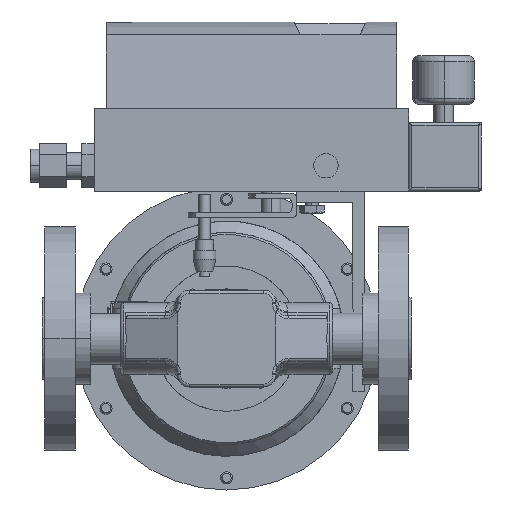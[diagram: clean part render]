
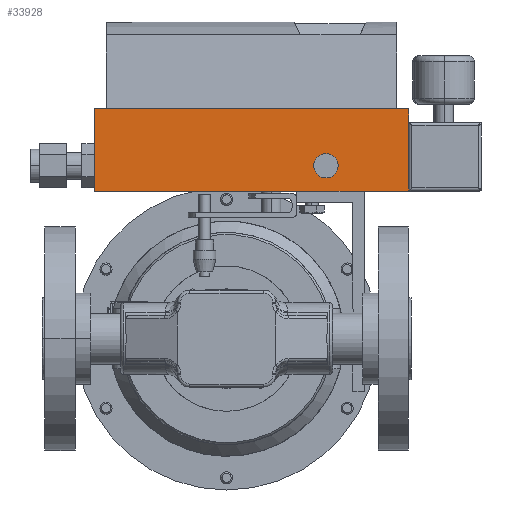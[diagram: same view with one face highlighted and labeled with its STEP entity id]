
A CAD part, front view. The second image highlights one B-rep face of the part: STEP entity #33928.
In plain terms, the highlighted planar face has unit normal (0, -1, 0).
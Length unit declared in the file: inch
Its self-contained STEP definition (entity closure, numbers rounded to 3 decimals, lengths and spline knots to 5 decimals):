
#158 = AXIS2_PLACEMENT_3D ( 'NONE', #23998, #6467, #26962 ) ;
#413 = EDGE_CURVE ( 'NONE', #28962, #17906, #13099, .T. ) ;
#821 = VECTOR ( 'NONE', #33603, 39.37008 ) ;
#2559 = VERTEX_POINT ( 'NONE', #9583 ) ;
#2582 = DIRECTION ( 'NONE',  ( 1., 0., 0. ) ) ;
#2588 = DIRECTION ( 'NONE',  ( 0., 0., -1. ) ) ;
#2723 = CARTESIAN_POINT ( 'NONE',  ( 4.38822, 8.46954, 9.76222 ) ) ;
#3002 = CARTESIAN_POINT ( 'NONE',  ( -0.40004, 8.46954, 10.68954 ) ) ;
#3857 = CIRCLE ( 'NONE', #10287, 0.25157 ) ;
#4194 = DIRECTION ( 'NONE',  ( 1., 0., 0. ) ) ;
#4219 = CARTESIAN_POINT ( 'NONE',  ( 5.17996, 8.46954, 8.98957 ) ) ;
#4281 = VECTOR ( 'NONE', #4194, 39.37008 ) ;
#4890 = DIRECTION ( 'NONE',  ( 0., 0., -1. ) ) ;
#5687 = CARTESIAN_POINT ( 'NONE',  ( 6.09996, 8.46954, 8.98957 ) ) ;
#5750 = LINE ( 'NONE', #22946, #13515 ) ;
#6182 = VECTOR ( 'NONE', #23993, 39.37008 ) ;
#6462 = CARTESIAN_POINT ( 'NONE',  ( 6.09996, 8.46954, 8.98957 ) ) ;
#6467 = DIRECTION ( 'NONE',  ( 0., -1., 0. ) ) ;
#6967 = EDGE_CURVE ( 'NONE', #7069, #2559, #17491, .T. ) ;
#7069 = VERTEX_POINT ( 'NONE', #5687 ) ;
#8209 = CARTESIAN_POINT ( 'NONE',  ( 6.09996, 8.46954, 11.99558 ) ) ;
#9583 = CARTESIAN_POINT ( 'NONE',  ( 6.09996, 8.46954, 10.40698 ) ) ;
#9803 = VERTEX_POINT ( 'NONE', #2723 ) ;
#10287 = AXIS2_PLACEMENT_3D ( 'NONE', #37325, #20037, #2588 ) ;
#10926 = CIRCLE ( 'NONE', #158, 0.25157 ) ;
#12731 = ORIENTED_EDGE ( 'NONE', *, *, #34686, .T. ) ;
#12927 = CARTESIAN_POINT ( 'NONE',  ( 5.84996, 8.46954, 8.98957 ) ) ;
#13099 = LINE ( 'NONE', #35911, #13334 ) ;
#13255 = EDGE_CURVE ( 'NONE', #17906, #13354, #22988, .T. ) ;
#13334 = VECTOR ( 'NONE', #36028, 39.37008 ) ;
#13354 = VERTEX_POINT ( 'NONE', #29075 ) ;
#13415 = EDGE_CURVE ( 'NONE', #24759, #18575, #30669, .T. ) ;
#13515 = VECTOR ( 'NONE', #2582, 39.37008 ) ;
#13967 = ORIENTED_EDGE ( 'NONE', *, *, #13255, .F. ) ;
#14365 = ORIENTED_EDGE ( 'NONE', *, *, #23173, .T. ) ;
#14779 = ORIENTED_EDGE ( 'NONE', *, *, #20224, .F. ) ;
#14944 = CARTESIAN_POINT ( 'NONE',  ( 5.84996, 8.46954, 8.98957 ) ) ;
#15943 = CARTESIAN_POINT ( 'NONE',  ( 6.09996, 8.46954, 10.68954 ) ) ;
#16131 = CARTESIAN_POINT ( 'NONE',  ( -0.15004, 8.46954, 10.68954 ) ) ;
#16225 = VERTEX_POINT ( 'NONE', #29048 ) ;
#16313 = LINE ( 'NONE', #16131, #821 ) ;
#16477 = PLANE ( 'NONE',  #17659 ) ;
#17058 = DIRECTION ( 'NONE',  ( 0., 0., 1. ) ) ;
#17194 = CARTESIAN_POINT ( 'NONE',  ( -0.40004, 8.46954, 10.68954 ) ) ;
#17453 = CARTESIAN_POINT ( 'NONE',  ( 4.38822, 8.46954, 9.25908 ) ) ;
#17491 = LINE ( 'NONE', #8209, #17982 ) ;
#17659 = AXIS2_PLACEMENT_3D ( 'NONE', #19459, #22387, #4890 ) ;
#17906 = VERTEX_POINT ( 'NONE', #3002 ) ;
#17982 = VECTOR ( 'NONE', #17058, 39.37008 ) ;
#18057 = CARTESIAN_POINT ( 'NONE',  ( -0.40004, 8.46954, 8.98957 ) ) ;
#18575 = VERTEX_POINT ( 'NONE', #4219 ) ;
#18825 = LINE ( 'NONE', #29408, #33385 ) ;
#19459 = CARTESIAN_POINT ( 'NONE',  ( 5.84996, 8.46954, 8.98957 ) ) ;
#19951 = LINE ( 'NONE', #6462, #6182 ) ;
#20037 = DIRECTION ( 'NONE',  ( 0., -1., 0. ) ) ;
#20224 = EDGE_CURVE ( 'NONE', #9803, #25405, #10926, .T. ) ;
#20508 = EDGE_LOOP ( 'NONE', ( #25222, #25991, #33394, #35066, #13967, #36344, #14365, #21588, #12731 ) ) ;
#20838 = CARTESIAN_POINT ( 'NONE',  ( 3.77996, 8.46954, 8.98957 ) ) ;
#21588 = ORIENTED_EDGE ( 'NONE', *, *, #13415, .T. ) ;
#22387 = DIRECTION ( 'NONE',  ( 0., 1., 0. ) ) ;
#22448 = EDGE_CURVE ( 'NONE', #13354, #16225, #16313, .T. ) ;
#22601 = FACE_BOUND ( 'NONE', #35378, .T. ) ;
#22614 = VECTOR ( 'NONE', #23071, 39.37008 ) ;
#22946 = CARTESIAN_POINT ( 'NONE',  ( 5.84996, 8.46954, 8.98957 ) ) ;
#22988 = LINE ( 'NONE', #17194, #22614 ) ;
#23071 = DIRECTION ( 'NONE',  ( 1., 0., 0. ) ) ;
#23173 = EDGE_CURVE ( 'NONE', #28962, #24759, #5750, .T. ) ;
#23635 = DIRECTION ( 'NONE',  ( 1., 0., 0. ) ) ;
#23993 = DIRECTION ( 'NONE',  ( 0., 0., 1. ) ) ;
#23998 = CARTESIAN_POINT ( 'NONE',  ( 4.38822, 8.46954, 9.51065 ) ) ;
#24548 = ORIENTED_EDGE ( 'NONE', *, *, #34467, .F. ) ;
#24759 = VERTEX_POINT ( 'NONE', #20838 ) ;
#25222 = ORIENTED_EDGE ( 'NONE', *, *, #6967, .T. ) ;
#25405 = VERTEX_POINT ( 'NONE', #17453 ) ;
#25991 = ORIENTED_EDGE ( 'NONE', *, *, #31968, .T. ) ;
#26962 = DIRECTION ( 'NONE',  ( 0., 0., -1. ) ) ;
#27558 = LINE ( 'NONE', #12927, #4281 ) ;
#28962 = VERTEX_POINT ( 'NONE', #18057 ) ;
#29048 = CARTESIAN_POINT ( 'NONE',  ( 5.84996, 8.46954, 10.68954 ) ) ;
#29075 = CARTESIAN_POINT ( 'NONE',  ( -0.15004, 8.46954, 10.68954 ) ) ;
#29408 = CARTESIAN_POINT ( 'NONE',  ( 5.84996, 8.46954, 10.68954 ) ) ;
#29435 = FACE_OUTER_BOUND ( 'NONE', #20508, .T. ) ;
#29889 = VECTOR ( 'NONE', #32452, 39.37008 ) ;
#30669 = LINE ( 'NONE', #14944, #29889 ) ;
#31968 = EDGE_CURVE ( 'NONE', #2559, #33785, #19951, .T. ) ;
#32452 = DIRECTION ( 'NONE',  ( 1., 0., 0. ) ) ;
#33385 = VECTOR ( 'NONE', #23635, 39.37008 ) ;
#33394 = ORIENTED_EDGE ( 'NONE', *, *, #35245, .F. ) ;
#33603 = DIRECTION ( 'NONE',  ( 1., 0., 0. ) ) ;
#33785 = VERTEX_POINT ( 'NONE', #15943 ) ;
#33928 = ADVANCED_FACE ( 'NONE', ( #29435, #22601 ), #16477, .F. ) ;
#34467 = EDGE_CURVE ( 'NONE', #25405, #9803, #3857, .T. ) ;
#34686 = EDGE_CURVE ( 'NONE', #18575, #7069, #27558, .T. ) ;
#35066 = ORIENTED_EDGE ( 'NONE', *, *, #22448, .F. ) ;
#35245 = EDGE_CURVE ( 'NONE', #16225, #33785, #18825, .T. ) ;
#35378 = EDGE_LOOP ( 'NONE', ( #24548, #14779 ) ) ;
#35911 = CARTESIAN_POINT ( 'NONE',  ( -0.40004, 8.46954, 8.98957 ) ) ;
#36028 = DIRECTION ( 'NONE',  ( 0., 0., 1. ) ) ;
#36344 = ORIENTED_EDGE ( 'NONE', *, *, #413, .F. ) ;
#37325 = CARTESIAN_POINT ( 'NONE',  ( 4.38822, 8.46954, 9.51065 ) ) ;
